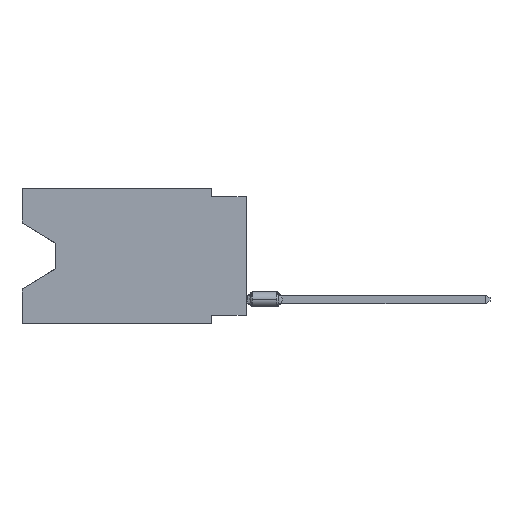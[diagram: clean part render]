
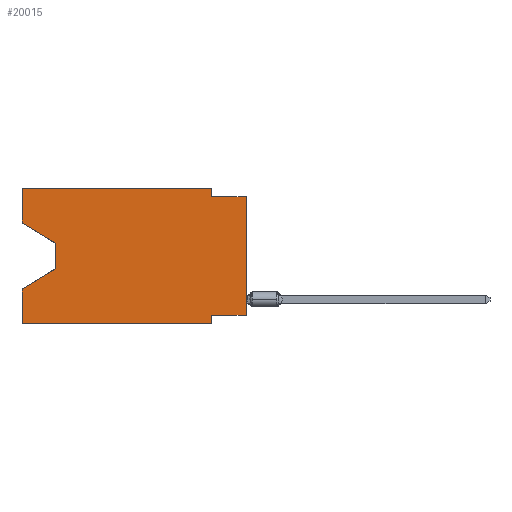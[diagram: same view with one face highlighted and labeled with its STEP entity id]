
A CAD part, left-side view. The second image highlights one B-rep face of the part: STEP entity #20015.
In plain terms, the highlighted planar face has unit normal (-1, 0, 0).
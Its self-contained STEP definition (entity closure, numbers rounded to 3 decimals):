
#85 = LINE ( 'NONE', #8487, #17912 ) ;
#106 = CARTESIAN_POINT ( 'NONE',  ( 0., 2.54, -9.271 ) ) ;
#1821 = VECTOR ( 'NONE', #18383, 1000. ) ;
#1887 = VERTEX_POINT ( 'NONE', #20661 ) ;
#1925 = CARTESIAN_POINT ( 'NONE',  ( 0., 13.97, -5.893 ) ) ;
#2238 = EDGE_CURVE ( 'NONE', #14721, #8227, #2528, .T. ) ;
#2528 = LINE ( 'NONE', #14510, #8239 ) ;
#2614 = DIRECTION ( 'NONE',  ( 0., 0.855, -0.519 ) ) ;
#2686 = VECTOR ( 'NONE', #14155, 1000. ) ;
#2841 = CARTESIAN_POINT ( 'NONE',  ( 0., 13.97, -5.893 ) ) ;
#2872 = EDGE_CURVE ( 'NONE', #2902, #18919, #9931, .T. ) ;
#2888 = EDGE_CURVE ( 'NONE', #8806, #1887, #8567, .T. ) ;
#2902 = VERTEX_POINT ( 'NONE', #11640 ) ;
#2910 = LINE ( 'NONE', #8010, #9027 ) ;
#3359 = DIRECTION ( 'NONE',  ( 0., 0., 1. ) ) ;
#3815 = ORIENTED_EDGE ( 'NONE', *, *, #11791, .T. ) ;
#4134 = DIRECTION ( 'NONE',  ( 0., 0., 1. ) ) ;
#4415 = EDGE_CURVE ( 'NONE', #18919, #1887, #8214, .T. ) ;
#5730 = DIRECTION ( 'NONE',  ( 0., -1., 0. ) ) ;
#5885 = VECTOR ( 'NONE', #4134, 1000. ) ;
#5994 = LINE ( 'NONE', #17894, #7542 ) ;
#6093 = ORIENTED_EDGE ( 'NONE', *, *, #21580, .F. ) ;
#6212 = EDGE_CURVE ( 'NONE', #14169, #13505, #16274, .T. ) ;
#6225 = LINE ( 'NONE', #2841, #7031 ) ;
#6287 = CARTESIAN_POINT ( 'NONE',  ( 0., 0., -9.271 ) ) ;
#6599 = CARTESIAN_POINT ( 'NONE',  ( 0., 13.97, -4.013 ) ) ;
#7031 = VECTOR ( 'NONE', #2614, 1000. ) ;
#7284 = CARTESIAN_POINT ( 'NONE',  ( 0., 16.383, -9.906 ) ) ;
#7515 = CARTESIAN_POINT ( 'NONE',  ( 0., 16.383, 0. ) ) ;
#7528 = VERTEX_POINT ( 'NONE', #16377 ) ;
#7542 = VECTOR ( 'NONE', #18128, 1000. ) ;
#7663 = CARTESIAN_POINT ( 'NONE',  ( 0., 16.383, 0. ) ) ;
#8010 = CARTESIAN_POINT ( 'NONE',  ( 0., 16.383, 0. ) ) ;
#8141 = VECTOR ( 'NONE', #5730, 1000. ) ;
#8182 = CARTESIAN_POINT ( 'NONE',  ( 0., 2.54, -9.906 ) ) ;
#8214 = LINE ( 'NONE', #22034, #15436 ) ;
#8227 = VERTEX_POINT ( 'NONE', #1925 ) ;
#8239 = VECTOR ( 'NONE', #21430, 1000. ) ;
#8336 = VERTEX_POINT ( 'NONE', #16428 ) ;
#8487 = CARTESIAN_POINT ( 'NONE',  ( 0., 16.383, -2.546 ) ) ;
#8567 = LINE ( 'NONE', #16964, #11882 ) ;
#8806 = VERTEX_POINT ( 'NONE', #6287 ) ;
#9027 = VECTOR ( 'NONE', #21600, 1000. ) ;
#9207 = ORIENTED_EDGE ( 'NONE', *, *, #20367, .F. ) ;
#9458 = ORIENTED_EDGE ( 'NONE', *, *, #13911, .F. ) ;
#9554 = FACE_OUTER_BOUND ( 'NONE', #9610, .T. ) ;
#9587 = ORIENTED_EDGE ( 'NONE', *, *, #4415, .F. ) ;
#9610 = EDGE_LOOP ( 'NONE', ( #13783, #19632, #3815, #19257, #11555, #22184, #9458, #9916, #9587, #10596, #6093, #9207 ) ) ;
#9916 = ORIENTED_EDGE ( 'NONE', *, *, #2888, .T. ) ;
#9931 = LINE ( 'NONE', #10169, #13678 ) ;
#10169 = CARTESIAN_POINT ( 'NONE',  ( 0., 2.54, 0. ) ) ;
#10205 = EDGE_CURVE ( 'NONE', #17429, #7528, #11807, .T. ) ;
#10596 = ORIENTED_EDGE ( 'NONE', *, *, #2872, .F. ) ;
#11149 = VERTEX_POINT ( 'NONE', #7515 ) ;
#11555 = ORIENTED_EDGE ( 'NONE', *, *, #11942, .T. ) ;
#11640 = CARTESIAN_POINT ( 'NONE',  ( 0., 2.54, 0. ) ) ;
#11791 = EDGE_CURVE ( 'NONE', #8227, #13505, #6225, .T. ) ;
#11807 = LINE ( 'NONE', #8182, #1821 ) ;
#11882 = VECTOR ( 'NONE', #3359, 1000. ) ;
#11942 = EDGE_CURVE ( 'NONE', #14169, #7528, #19558, .T. ) ;
#12359 = CARTESIAN_POINT ( 'NONE',  ( 0., 0., -9.271 ) ) ;
#13442 = DIRECTION ( 'NONE',  ( 0., 0., -1. ) ) ;
#13505 = VERTEX_POINT ( 'NONE', #21226 ) ;
#13678 = VECTOR ( 'NONE', #13442, 1000. ) ;
#13783 = ORIENTED_EDGE ( 'NONE', *, *, #18095, .T. ) ;
#13911 = EDGE_CURVE ( 'NONE', #8806, #17429, #20966, .T. ) ;
#14155 = DIRECTION ( 'NONE',  ( 0., 1., 0. ) ) ;
#14169 = VERTEX_POINT ( 'NONE', #7284 ) ;
#14373 = AXIS2_PLACEMENT_3D ( 'NONE', #21685, #19972, #18276 ) ;
#14510 = CARTESIAN_POINT ( 'NONE',  ( 0., 13.97, -4.013 ) ) ;
#14721 = VERTEX_POINT ( 'NONE', #6599 ) ;
#15388 = DIRECTION ( 'NONE',  ( 0., -0.855, -0.519 ) ) ;
#15436 = VECTOR ( 'NONE', #20221, 1000. ) ;
#16274 = LINE ( 'NONE', #7663, #5885 ) ;
#16276 = CARTESIAN_POINT ( 'NONE',  ( 0., 16.383, -9.906 ) ) ;
#16377 = CARTESIAN_POINT ( 'NONE',  ( 0., 2.54, -9.906 ) ) ;
#16428 = CARTESIAN_POINT ( 'NONE',  ( 0., 16.383, -2.546 ) ) ;
#16964 = CARTESIAN_POINT ( 'NONE',  ( 0., 0., 0. ) ) ;
#17429 = VERTEX_POINT ( 'NONE', #106 ) ;
#17894 = CARTESIAN_POINT ( 'NONE',  ( 0., 16.383, 0. ) ) ;
#17912 = VECTOR ( 'NONE', #15388, 1000. ) ;
#18095 = EDGE_CURVE ( 'NONE', #8336, #14721, #85, .T. ) ;
#18128 = DIRECTION ( 'NONE',  ( 0., 0., 1. ) ) ;
#18276 = DIRECTION ( 'NONE',  ( 0., 0., -1. ) ) ;
#18383 = DIRECTION ( 'NONE',  ( 0., 0., -1. ) ) ;
#18919 = VERTEX_POINT ( 'NONE', #20881 ) ;
#19257 = ORIENTED_EDGE ( 'NONE', *, *, #6212, .F. ) ;
#19558 = LINE ( 'NONE', #16276, #8141 ) ;
#19632 = ORIENTED_EDGE ( 'NONE', *, *, #2238, .T. ) ;
#19972 = DIRECTION ( 'NONE',  ( 1., 0., 0. ) ) ;
#20015 = ADVANCED_FACE ( 'NONE', ( #9554 ), #21900, .F. ) ;
#20221 = DIRECTION ( 'NONE',  ( 0., -1., 0. ) ) ;
#20367 = EDGE_CURVE ( 'NONE', #8336, #11149, #5994, .T. ) ;
#20661 = CARTESIAN_POINT ( 'NONE',  ( 0., 0., -0.635 ) ) ;
#20881 = CARTESIAN_POINT ( 'NONE',  ( 0., 2.54, -0.635 ) ) ;
#20966 = LINE ( 'NONE', #12359, #2686 ) ;
#21226 = CARTESIAN_POINT ( 'NONE',  ( 0., 16.383, -7.36 ) ) ;
#21430 = DIRECTION ( 'NONE',  ( 0., 0., -1. ) ) ;
#21580 = EDGE_CURVE ( 'NONE', #11149, #2902, #2910, .T. ) ;
#21600 = DIRECTION ( 'NONE',  ( 0., -1., 0. ) ) ;
#21685 = CARTESIAN_POINT ( 'NONE',  ( 0., 16.383, 0. ) ) ;
#21900 = PLANE ( 'NONE',  #14373 ) ;
#22034 = CARTESIAN_POINT ( 'NONE',  ( 0., 0., -0.635 ) ) ;
#22184 = ORIENTED_EDGE ( 'NONE', *, *, #10205, .F. ) ;
